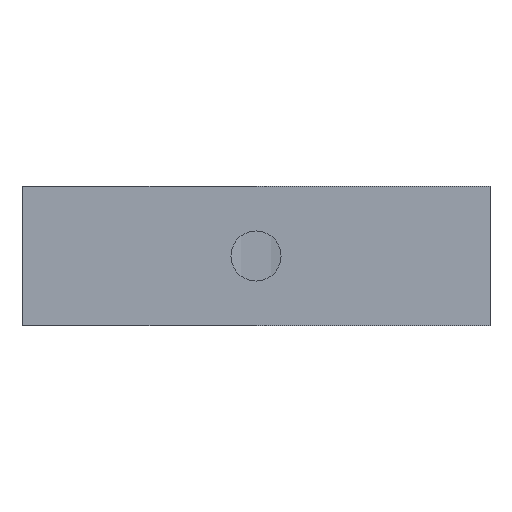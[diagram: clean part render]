
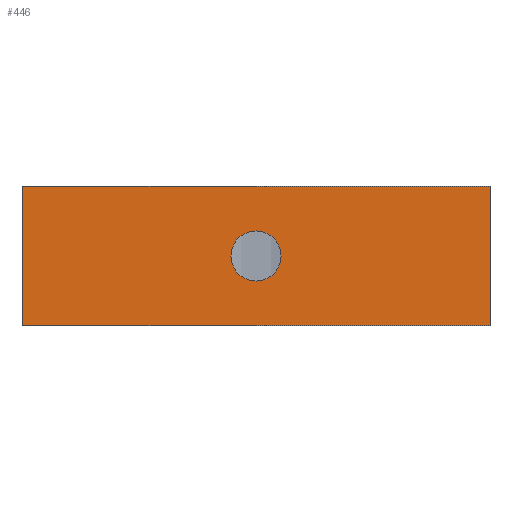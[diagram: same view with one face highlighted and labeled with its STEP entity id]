
A CAD part, front view. The second image highlights one B-rep face of the part: STEP entity #446.
In plain terms, the highlighted planar face has unit normal (0, -1, 0).
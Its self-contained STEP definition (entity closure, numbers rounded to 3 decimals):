
#198 = VERTEX_POINT ( 'NONE', #1526 ) ;
#200 = EDGE_CURVE ( 'NONE', #198, #201, #1525, .T. ) ;
#201 = VERTEX_POINT ( 'NONE', #1520 ) ;
#446 = ADVANCED_FACE ( 'NONE', ( #2163, #2162 ), #2209, .F. ) ;
#447 = EDGE_LOOP ( 'NONE', ( #448, #507 ) ) ;
#448 = ORIENTED_EDGE ( 'NONE', *, *, #506, .F. ) ;
#490 = EDGE_CURVE ( 'NONE', #518, #511, #2322, .T. ) ;
#506 = EDGE_CURVE ( 'NONE', #201, #198, #2375, .T. ) ;
#507 = ORIENTED_EDGE ( 'NONE', *, *, #200, .F. ) ;
#508 = EDGE_LOOP ( 'NONE', ( #509, #513, #516, #519 ) ) ;
#509 = ORIENTED_EDGE ( 'NONE', *, *, #510, .T. ) ;
#510 = EDGE_CURVE ( 'NONE', #511, #512, #2370, .T. ) ;
#511 = VERTEX_POINT ( 'NONE', #2366 ) ;
#512 = VERTEX_POINT ( 'NONE', #2365 ) ;
#513 = ORIENTED_EDGE ( 'NONE', *, *, #514, .F. ) ;
#514 = EDGE_CURVE ( 'NONE', #515, #512, #2364, .T. ) ;
#515 = VERTEX_POINT ( 'NONE', #2360 ) ;
#516 = ORIENTED_EDGE ( 'NONE', *, *, #517, .F. ) ;
#517 = EDGE_CURVE ( 'NONE', #518, #515, #2359, .T. ) ;
#518 = VERTEX_POINT ( 'NONE', #2415 ) ;
#519 = ORIENTED_EDGE ( 'NONE', *, *, #490, .T. ) ;
#1520 = CARTESIAN_POINT ( 'NONE',  ( 46.5, 0., 0. ) ) ;
#1521 = DIRECTION ( 'NONE',  ( 1., 0., 0. ) ) ;
#1522 = DIRECTION ( 'NONE',  ( 0., -1., 0. ) ) ;
#1523 = CARTESIAN_POINT ( 'NONE',  ( 42., 0., 0. ) ) ;
#1524 = AXIS2_PLACEMENT_3D ( 'NONE', #1523, #1522, #1521 ) ;
#1525 = CIRCLE ( 'NONE', #1524, 4.5 ) ;
#1526 = CARTESIAN_POINT ( 'NONE',  ( 37.5, 0., 0. ) ) ;
#2162 = FACE_OUTER_BOUND ( 'NONE', #508, .T. ) ;
#2163 = FACE_BOUND ( 'NONE', #447, .T. ) ;
#2204 = DIRECTION ( 'NONE',  ( -1., 0., 0. ) ) ;
#2205 = DIRECTION ( 'NONE',  ( 0., 1., 0. ) ) ;
#2206 = CARTESIAN_POINT ( 'NONE',  ( 0., 0., 12.5 ) ) ;
#2207 = AXIS2_PLACEMENT_3D ( 'NONE', #2206, #2205, #2204 ) ;
#2209 = PLANE ( 'NONE',  #2207 ) ;
#2318 = DIRECTION ( 'NONE',  ( 0., 0., -1. ) ) ;
#2319 = VECTOR ( 'NONE', #2318, 1000. ) ;
#2320 = CARTESIAN_POINT ( 'NONE',  ( 0., 0., 12.5 ) ) ;
#2322 = LINE ( 'NONE', #2320, #2319 ) ;
#2356 = DIRECTION ( 'NONE',  ( 1., 0., 0. ) ) ;
#2357 = VECTOR ( 'NONE', #2356, 1000. ) ;
#2358 = CARTESIAN_POINT ( 'NONE',  ( 0., 0., 12.5 ) ) ;
#2359 = LINE ( 'NONE', #2358, #2357 ) ;
#2360 = CARTESIAN_POINT ( 'NONE',  ( 84., 0., 12.5 ) ) ;
#2361 = DIRECTION ( 'NONE',  ( 0., 0., -1. ) ) ;
#2362 = VECTOR ( 'NONE', #2361, 1000. ) ;
#2363 = CARTESIAN_POINT ( 'NONE',  ( 84., 0., 12.5 ) ) ;
#2364 = LINE ( 'NONE', #2363, #2362 ) ;
#2365 = CARTESIAN_POINT ( 'NONE',  ( 84., 0., -12.5 ) ) ;
#2366 = CARTESIAN_POINT ( 'NONE',  ( 0., 0., -12.5 ) ) ;
#2367 = DIRECTION ( 'NONE',  ( 1., 0., 0. ) ) ;
#2368 = VECTOR ( 'NONE', #2367, 1000. ) ;
#2369 = CARTESIAN_POINT ( 'NONE',  ( 0., 0., -12.5 ) ) ;
#2370 = LINE ( 'NONE', #2369, #2368 ) ;
#2371 = DIRECTION ( 'NONE',  ( 1., 0., 0. ) ) ;
#2372 = DIRECTION ( 'NONE',  ( 0., -1., 0. ) ) ;
#2373 = CARTESIAN_POINT ( 'NONE',  ( 42., 0., 0. ) ) ;
#2374 = AXIS2_PLACEMENT_3D ( 'NONE', #2373, #2372, #2371 ) ;
#2375 = CIRCLE ( 'NONE', #2374, 4.5 ) ;
#2415 = CARTESIAN_POINT ( 'NONE',  ( 0., 0., 12.5 ) ) ;
